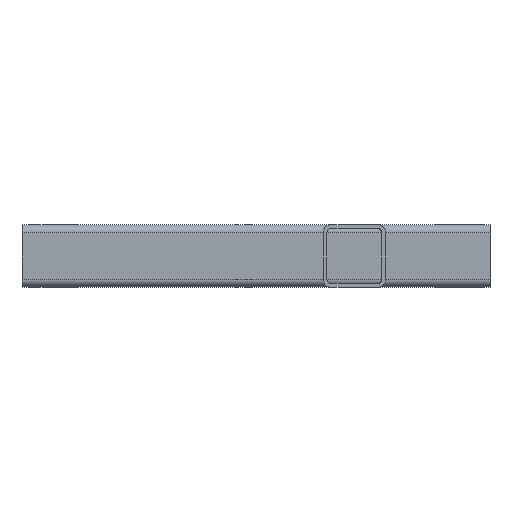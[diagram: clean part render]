
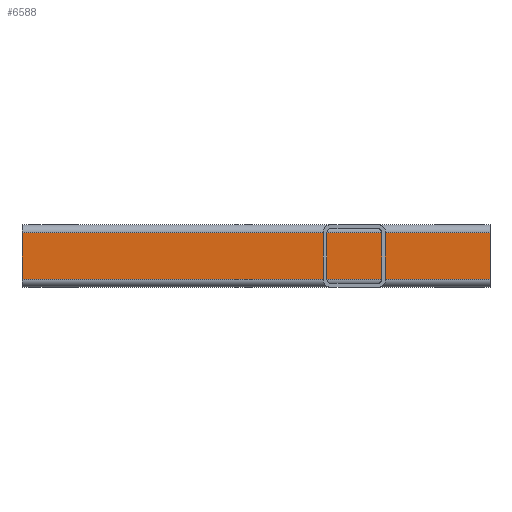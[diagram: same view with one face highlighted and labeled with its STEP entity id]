
A CAD part, front view. The second image highlights one B-rep face of the part: STEP entity #6588.
In plain terms, the highlighted planar face has unit normal (0, -1, 0).
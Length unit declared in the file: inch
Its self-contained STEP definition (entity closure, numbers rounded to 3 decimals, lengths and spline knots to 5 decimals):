
#111 = CARTESIAN_POINT ( 'NONE',  ( 7.5, -1., 0.75 ) ) ;
#135 = DIRECTION ( 'NONE',  ( 0., 0., 1. ) ) ;
#166 = DIRECTION ( 'NONE',  ( 0., 0., 1. ) ) ;
#167 = CARTESIAN_POINT ( 'NONE',  ( -7.5, -1., 0.75 ) ) ;
#287 = EDGE_CURVE ( 'NONE', #9861, #3100, #8362, .T. ) ;
#297 = EDGE_CURVE ( 'NONE', #9851, #3097, #8530, .T. ) ;
#313 = EDGE_CURVE ( 'NONE', #3100, #3097, #8559, .T. ) ;
#319 = EDGE_CURVE ( 'NONE', #9861, #9851, #4473, .T. ) ;
#1096 = CARTESIAN_POINT ( 'NONE',  ( -7.5, -1., -0.75 ) ) ;
#1120 = AXIS2_PLACEMENT_3D ( 'NONE', #4947, #4713, #4843 ) ;
#1127 = CARTESIAN_POINT ( 'NONE',  ( -7.5, -1., 0.75 ) ) ;
#1129 = DIRECTION ( 'NONE',  ( 1., 0., 0. ) ) ;
#1455 = FACE_OUTER_BOUND ( 'NONE', #8561, .T. ) ;
#2519 = CARTESIAN_POINT ( 'NONE',  ( 7.5, -1., -0.75 ) ) ;
#2539 = CARTESIAN_POINT ( 'NONE',  ( -7.5, -1., -0.75 ) ) ;
#3097 = VERTEX_POINT ( 'NONE', #5710 ) ;
#3100 = VERTEX_POINT ( 'NONE', #6145 ) ;
#3141 = ORIENTED_EDGE ( 'NONE', *, *, #319, .T. ) ;
#3146 = ORIENTED_EDGE ( 'NONE', *, *, #297, .T. ) ;
#3215 = ORIENTED_EDGE ( 'NONE', *, *, #287, .F. ) ;
#3220 = ORIENTED_EDGE ( 'NONE', *, *, #313, .F. ) ;
#4419 = DIRECTION ( 'NONE',  ( 1., 0., 0. ) ) ;
#4473 = LINE ( 'NONE', #1096, #4474 ) ;
#4474 = VECTOR ( 'NONE', #4419, 39.37008 ) ;
#4713 = DIRECTION ( 'NONE',  ( 0., 1., 0. ) ) ;
#4843 = DIRECTION ( 'NONE',  ( 0., 0., 1. ) ) ;
#4947 = CARTESIAN_POINT ( 'NONE',  ( -7.5, -1., 0.75 ) ) ;
#5364 = PLANE ( 'NONE',  #1120 ) ;
#5710 = CARTESIAN_POINT ( 'NONE',  ( 7.5, -1., 0.75 ) ) ;
#6145 = CARTESIAN_POINT ( 'NONE',  ( -7.5, -1., 0.75 ) ) ;
#6588 = ADVANCED_FACE ( 'NONE', ( #1455 ), #5364, .F. ) ;
#8362 = LINE ( 'NONE', #167, #8592 ) ;
#8462 = VECTOR ( 'NONE', #135, 39.37008 ) ;
#8467 = VECTOR ( 'NONE', #1129, 39.37008 ) ;
#8530 = LINE ( 'NONE', #111, #8462 ) ;
#8559 = LINE ( 'NONE', #1127, #8467 ) ;
#8561 = EDGE_LOOP ( 'NONE', ( #3146, #3220, #3215, #3141 ) ) ;
#8592 = VECTOR ( 'NONE', #166, 39.37008 ) ;
#9851 = VERTEX_POINT ( 'NONE', #2519 ) ;
#9861 = VERTEX_POINT ( 'NONE', #2539 ) ;
